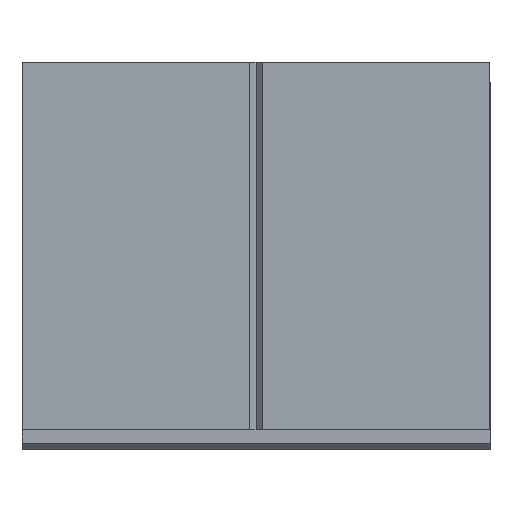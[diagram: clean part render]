
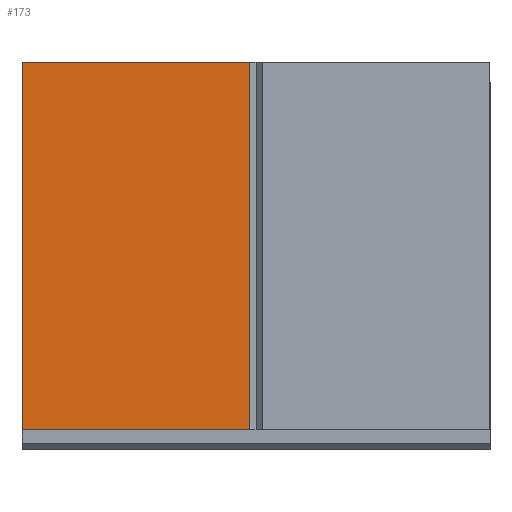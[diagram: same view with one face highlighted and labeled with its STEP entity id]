
A CAD part, front view. The second image highlights one B-rep face of the part: STEP entity #173.
In plain terms, the highlighted planar face has unit normal (0, -1, 0).
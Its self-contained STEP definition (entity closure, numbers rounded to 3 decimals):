
#173 = ADVANCED_FACE( '', ( #224 ), #225, .F. );
#224 = FACE_OUTER_BOUND( '', #327, .T. );
#225 = PLANE( '', #328 );
#327 = EDGE_LOOP( '', ( #588, #589, #590, #591 ) );
#328 = AXIS2_PLACEMENT_3D( '', #592, #593, #594 );
#588 = ORIENTED_EDGE( '', *, *, #1004, .T. );
#589 = ORIENTED_EDGE( '', *, *, #1005, .T. );
#590 = ORIENTED_EDGE( '', *, *, #1006, .T. );
#591 = ORIENTED_EDGE( '', *, *, #1007, .F. );
#592 = CARTESIAN_POINT( '', ( 17.5, -15.656, 27.5 ) );
#593 = DIRECTION( '', ( 0., 1., 0. ) );
#594 = DIRECTION( '', ( 0., 0., 1. ) );
#1004 = EDGE_CURVE( '', #1127, #1128, #1129, .T. );
#1005 = EDGE_CURVE( '', #1128, #1130, #1131, .T. );
#1006 = EDGE_CURVE( '', #1130, #1132, #1133, .T. );
#1007 = EDGE_CURVE( '', #1127, #1132, #1134, .T. );
#1127 = VERTEX_POINT( '', #1328 );
#1128 = VERTEX_POINT( '', #1329 );
#1129 = LINE( '', #1330, #1331 );
#1130 = VERTEX_POINT( '', #1332 );
#1131 = LINE( '', #1333, #1334 );
#1132 = VERTEX_POINT( '', #1335 );
#1133 = LINE( '', #1336, #1337 );
#1134 = LINE( '', #1338, #1339 );
#1328 = CARTESIAN_POINT( '', ( -0.5, -15.656, 0. ) );
#1329 = CARTESIAN_POINT( '', ( -0.5, -15.656, 27.5 ) );
#1330 = CARTESIAN_POINT( '', ( -0.5, -15.656, -33.747 ) );
#1331 = VECTOR( '', #1998, 1000. );
#1332 = CARTESIAN_POINT( '', ( -17.5, -15.656, 27.5 ) );
#1333 = CARTESIAN_POINT( '', ( 17.5, -15.656, 27.5 ) );
#1334 = VECTOR( '', #1999, 1000. );
#1335 = CARTESIAN_POINT( '', ( -17.5, -15.656, 0. ) );
#1336 = CARTESIAN_POINT( '', ( -17.5, -15.656, 27.5 ) );
#1337 = VECTOR( '', #2000, 1000. );
#1338 = CARTESIAN_POINT( '', ( 17.5, -15.656, 0. ) );
#1339 = VECTOR( '', #2001, 1000. );
#1998 = DIRECTION( '', ( 0., 0., 1. ) );
#1999 = DIRECTION( '', ( -1., 0., 0. ) );
#2000 = DIRECTION( '', ( 0., 0., -1. ) );
#2001 = DIRECTION( '', ( -1., 0., 0. ) );
